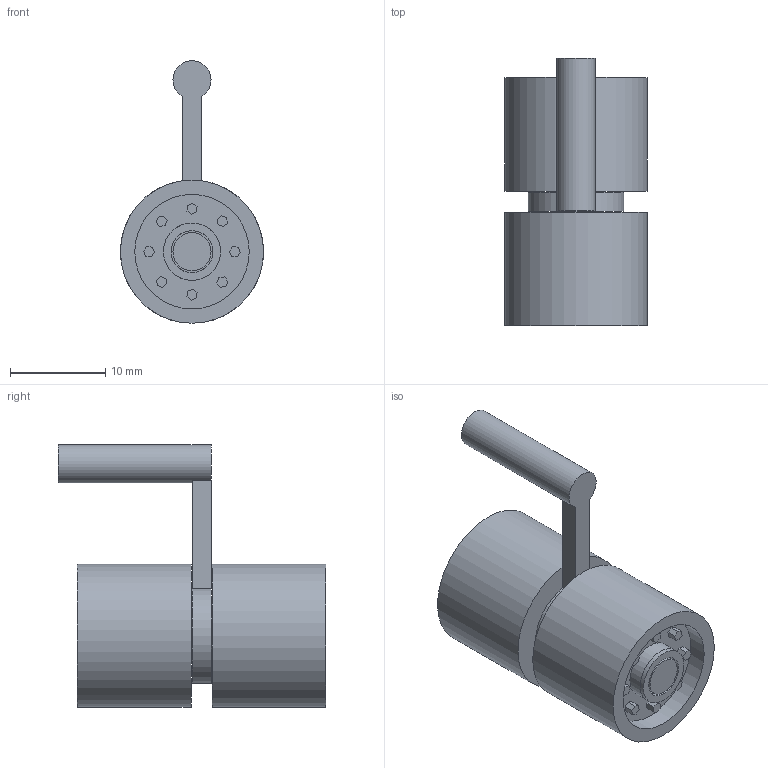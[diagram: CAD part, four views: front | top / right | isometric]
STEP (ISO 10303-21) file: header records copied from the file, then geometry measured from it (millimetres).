
FILE_DESCRIPTION(('TFLEX Exchange Step'),'2;1');
FILE_NAME('-мини каток.stp', '2022-03-31T12:16:18+03:00',('ilya'),('Unknown organisation'),'TFLEX Exchange 2022.0','T-FLEX CAD','Unknown authorisation');
FILE_SCHEMA( ('AUTOMOTIVE_DESIGN { 1 0 10303 214 1 1 1 1 }') );
Length unit declared in the file: millimetre
Products named in the file (4): мини ведомый каток 2(д); мини ведомый каток 1(д); опора катка; опора-мини каток
Assembly tree (3 placements, depth 2):
  опора-мини каток
    мини ведомый каток 2(д)
    мини ведомый каток 1(д)
    опора катка
Bounding box: 15 x 28 x 27.5 mm (x, y, z)
Volume: 4243.9 mm3; surface area: 2911.9 mm2
Topology: 3 solids, 3 shells, 142 faces, 346 edges, 231 vertices
Faces by surface type: plane 126, cylinder 13, bspline 2, torus 1
Full cylindrical faces by diameter (mm): 4 x2, 4.4 x1, 6 x1, 11 x1, 12 x1, 15 x2
Entity records: 5133 total; most frequent: CARTESIAN_POINT 1665, ORIENTED_EDGE 694, DIRECTION 657, EDGE_CURVE 347, VECTOR 309, LINE 309, VERTEX_POINT 232, AXIS2_PLACEMENT_3D 174
